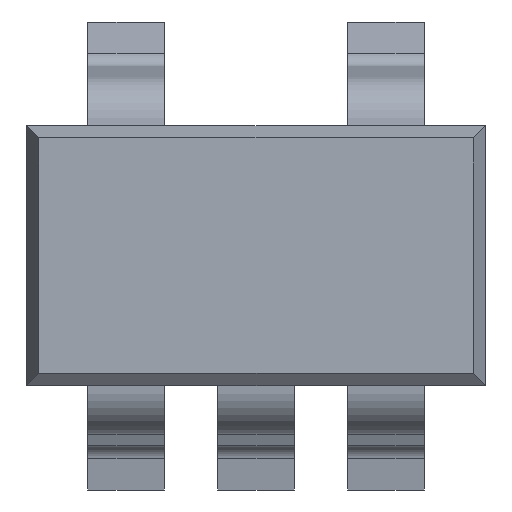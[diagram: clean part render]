
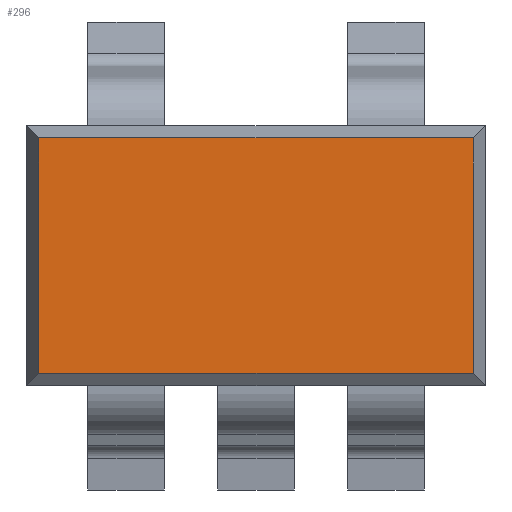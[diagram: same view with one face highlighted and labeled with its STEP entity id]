
A CAD part, top view. The second image highlights one B-rep face of the part: STEP entity #296.
In plain terms, the highlighted planar face has unit normal (0, 0, 1).
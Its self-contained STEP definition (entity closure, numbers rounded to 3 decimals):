
#11 = PLANE ( 'NONE',  #265 ) ;
#13 = DIRECTION ( 'NONE',  ( -1., 0., 0. ) ) ;
#31 = VECTOR ( 'NONE', #13, 1000. ) ;
#56 = CARTESIAN_POINT ( 'NONE',  ( -1.42, 0., 1.3 ) ) ;
#190 = EDGE_CURVE ( 'NONE', #264, #740, #343, .T. ) ;
#216 = CARTESIAN_POINT ( 'NONE',  ( 0., -0.77, 1.3 ) ) ;
#264 = VERTEX_POINT ( 'NONE', #730 ) ;
#265 = AXIS2_PLACEMENT_3D ( 'NONE', #1091, #502, #1182 ) ;
#272 = VECTOR ( 'NONE', #1143, 1000. ) ;
#296 = ADVANCED_FACE ( 'NONE', ( #952 ), #11, .T. ) ;
#329 = ORIENTED_EDGE ( 'NONE', *, *, #503, .T. ) ;
#343 = LINE ( 'NONE', #56, #272 ) ;
#348 = ORIENTED_EDGE ( 'NONE', *, *, #190, .T. ) ;
#386 = EDGE_LOOP ( 'NONE', ( #348, #446, #329, #855 ) ) ;
#399 = CARTESIAN_POINT ( 'NONE',  ( -1.42, -0.77, 1.3 ) ) ;
#446 = ORIENTED_EDGE ( 'NONE', *, *, #872, .T. ) ;
#481 = LINE ( 'NONE', #1176, #31 ) ;
#502 = DIRECTION ( 'NONE',  ( 0., 0., 1. ) ) ;
#503 = EDGE_CURVE ( 'NONE', #1099, #1079, #1157, .T. ) ;
#534 = DIRECTION ( 'NONE',  ( 0., 1., 0. ) ) ;
#730 = CARTESIAN_POINT ( 'NONE',  ( -1.42, 0.77, 1.3 ) ) ;
#740 = VERTEX_POINT ( 'NONE', #399 ) ;
#788 = LINE ( 'NONE', #216, #1026 ) ;
#834 = VECTOR ( 'NONE', #534, 1000. ) ;
#855 = ORIENTED_EDGE ( 'NONE', *, *, #1167, .T. ) ;
#872 = EDGE_CURVE ( 'NONE', #740, #1099, #788, .T. ) ;
#873 = CARTESIAN_POINT ( 'NONE',  ( 1.42, 0.77, 1.3 ) ) ;
#883 = CARTESIAN_POINT ( 'NONE',  ( 1.42, -0.77, 1.3 ) ) ;
#952 = FACE_OUTER_BOUND ( 'NONE', #386, .T. ) ;
#1024 = CARTESIAN_POINT ( 'NONE',  ( 1.42, 0., 1.3 ) ) ;
#1026 = VECTOR ( 'NONE', #1106, 1000. ) ;
#1079 = VERTEX_POINT ( 'NONE', #873 ) ;
#1091 = CARTESIAN_POINT ( 'NONE',  ( 0., 0., 1.3 ) ) ;
#1099 = VERTEX_POINT ( 'NONE', #883 ) ;
#1106 = DIRECTION ( 'NONE',  ( 1., 0., 0. ) ) ;
#1143 = DIRECTION ( 'NONE',  ( 0., -1., 0. ) ) ;
#1157 = LINE ( 'NONE', #1024, #834 ) ;
#1167 = EDGE_CURVE ( 'NONE', #1079, #264, #481, .T. ) ;
#1176 = CARTESIAN_POINT ( 'NONE',  ( 0., 0.77, 1.3 ) ) ;
#1182 = DIRECTION ( 'NONE',  ( 1., 0., 0. ) ) ;
